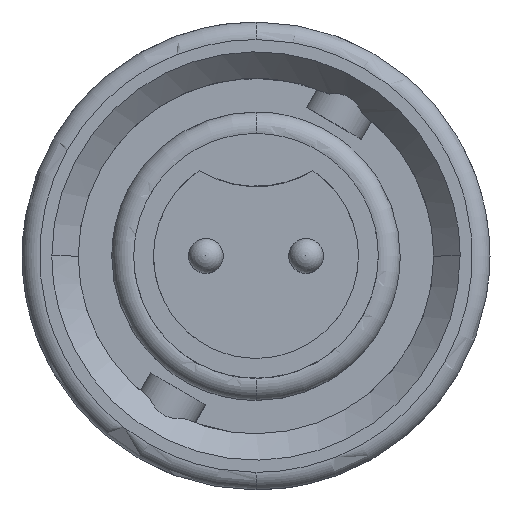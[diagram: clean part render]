
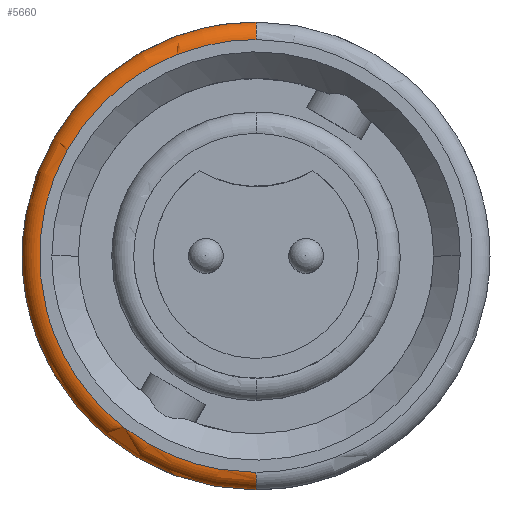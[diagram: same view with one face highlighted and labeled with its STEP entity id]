
A CAD part, top view. The second image highlights one B-rep face of the part: STEP entity #5660.
In plain terms, the highlighted toroidal (fillet/blend) face has major radius 6.248 mm and minor radius 0.508 mm.
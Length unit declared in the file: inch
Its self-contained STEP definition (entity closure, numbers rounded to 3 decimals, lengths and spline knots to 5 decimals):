
#1105 = AXIS2_PLACEMENT_3D ( 'NONE', #5790, #5789, #5788 ) ;
#1109 = CIRCLE ( 'NONE', #1105, 0.26595 ) ;
#1156 = TOROIDAL_SURFACE ( 'NONE', #1160, 0.24597, 0.02 ) ;
#1160 = AXIS2_PLACEMENT_3D ( 'NONE', #6087, #6086, #6085 ) ;
#1244 = AXIS2_PLACEMENT_3D ( 'NONE', #11552, #11551, #11550 ) ;
#1258 = CIRCLE ( 'NONE', #1244, 0.26595 ) ;
#1348 = CIRCLE ( 'NONE', #1350, 0.02 ) ;
#1350 = AXIS2_PLACEMENT_3D ( 'NONE', #11707, #11705, #11704 ) ;
#1502 = AXIS2_PLACEMENT_3D ( 'NONE', #3151, #3152, #3153 ) ;
#1514 = CIRCLE ( 'NONE', #1502, 0.02 ) ;
#1583 = CARTESIAN_POINT ( 'NONE',  ( 0., 0.26595, -0.12487 ) ) ;
#1599 = CARTESIAN_POINT ( 'NONE',  ( -0.26595, 0., -0.12487 ) ) ;
#1727 = CARTESIAN_POINT ( 'NONE',  ( 0., 0.24597, -0.104 ) ) ;
#1742 = CARTESIAN_POINT ( 'NONE',  ( 0., -0.26595, -0.12487 ) ) ;
#1837 = CARTESIAN_POINT ( 'NONE',  ( 0., -0.24597, -0.104 ) ) ;
#1851 = CARTESIAN_POINT ( 'NONE',  ( -0.23799, -0.06218, -0.104 ) ) ;
#2574 = ORIENTED_EDGE ( 'NONE', *, *, #5396, .T. ) ;
#2577 = ORIENTED_EDGE ( 'NONE', *, *, #5337, .F. ) ;
#2578 = ORIENTED_EDGE ( 'NONE', *, *, #5710, .F. ) ;
#2582 = ORIENTED_EDGE ( 'NONE', *, *, #5318, .F. ) ;
#2622 = ORIENTED_EDGE ( 'NONE', *, *, #5146, .T. ) ;
#2624 = ORIENTED_EDGE ( 'NONE', *, *, #5384, .T. ) ;
#2829 = EDGE_LOOP ( 'NONE', ( #2582, #2578, #2577, #2622, #2624, #2574 ) ) ;
#3151 = CARTESIAN_POINT ( 'NONE',  ( 0., -0.24597, -0.124 ) ) ;
#3152 = DIRECTION ( 'NONE',  ( -1., 0., 0. ) ) ;
#3153 = DIRECTION ( 'NONE',  ( 0., 0., 1. ) ) ;
#5146 = EDGE_CURVE ( 'NONE', #7998, #7876, #1514, .T. ) ;
#5318 = EDGE_CURVE ( 'NONE', #8199, #8017, #1348, .T. ) ;
#5337 = EDGE_CURVE ( 'NONE', #7998, #8179, #1258, .T. ) ;
#5384 = EDGE_CURVE ( 'NONE', #7876, #7860, #10473, .T. ) ;
#5396 = EDGE_CURVE ( 'NONE', #7860, #8017, #10423, .T. ) ;
#5660 = ADVANCED_FACE ( 'NONE', ( #10670 ), #1156, .T. ) ;
#5710 = EDGE_CURVE ( 'NONE', #8179, #8199, #1109, .T. ) ;
#5788 = DIRECTION ( 'NONE',  ( 1., 0., 0. ) ) ;
#5789 = DIRECTION ( 'NONE',  ( 0., 0., -1. ) ) ;
#5790 = CARTESIAN_POINT ( 'NONE',  ( 0., 0., -0.12487 ) ) ;
#6085 = DIRECTION ( 'NONE',  ( 0., -1., 0. ) ) ;
#6086 = DIRECTION ( 'NONE',  ( 0., 0., 1. ) ) ;
#6087 = CARTESIAN_POINT ( 'NONE',  ( 0., 0., -0.124 ) ) ;
#7860 = VERTEX_POINT ( 'NONE', #1851 ) ;
#7876 = VERTEX_POINT ( 'NONE', #1837 ) ;
#7998 = VERTEX_POINT ( 'NONE', #1742 ) ;
#8017 = VERTEX_POINT ( 'NONE', #1727 ) ;
#8179 = VERTEX_POINT ( 'NONE', #1599 ) ;
#8199 = VERTEX_POINT ( 'NONE', #1583 ) ;
#10423 = B_SPLINE_CURVE_WITH_KNOTS ( 'NONE', 3,
 ( #11159, #11158, #11157, #11156, #11155, #11154, #11153, #11152, #11151, #11150 ),
 .UNSPECIFIED., .F., .F.,
 ( 4, 2, 2, 2, 4 ),
 ( 0., 0.14534, 0.29067, 0.43601, 0.58135 ),
 .UNSPECIFIED. ) ;
#10473 = B_SPLINE_CURVE_WITH_KNOTS ( 'NONE', 3,
 ( #11291, #11290, #11289, #11288, #11287, #11286, #11285, #11284, #11283, #11282 ),
 .UNSPECIFIED., .F., .F.,
 ( 4, 2, 2, 2, 4 ),
 ( 0.58135, 0.68601, 0.79067, 0.89534, 1. ),
 .UNSPECIFIED. ) ;
#10670 = FACE_OUTER_BOUND ( 'NONE', #2829, .T. ) ;
#11150 = CARTESIAN_POINT ( 'NONE',  ( 0., 0.24597, -0.104 ) ) ;
#11151 = CARTESIAN_POINT ( 'NONE',  ( -0.03744, 0.24597, -0.104 ) ) ;
#11152 = CARTESIAN_POINT ( 'NONE',  ( -0.07485, 0.23728, -0.104 ) ) ;
#11153 = CARTESIAN_POINT ( 'NONE',  ( -0.14205, 0.20427, -0.104 ) ) ;
#11154 = CARTESIAN_POINT ( 'NONE',  ( -0.17179, 0.17998, -0.104 ) ) ;
#11155 = CARTESIAN_POINT ( 'NONE',  ( -0.21756, 0.12072, -0.104 ) ) ;
#11156 = CARTESIAN_POINT ( 'NONE',  ( -0.23354, 0.0858, -0.104 ) ) ;
#11157 = CARTESIAN_POINT ( 'NONE',  ( -0.2485, 0.01243, -0.104 ) ) ;
#11158 = CARTESIAN_POINT ( 'NONE',  ( -0.24745, -0.02596, -0.104 ) ) ;
#11159 = CARTESIAN_POINT ( 'NONE',  ( -0.23799, -0.06218, -0.104 ) ) ;
#11282 = CARTESIAN_POINT ( 'NONE',  ( -0.23799, -0.06218, -0.104 ) ) ;
#11283 = CARTESIAN_POINT ( 'NONE',  ( -0.23117, -0.08826, -0.104 ) ) ;
#11284 = CARTESIAN_POINT ( 'NONE',  ( -0.22003, -0.11321, -0.104 ) ) ;
#11285 = CARTESIAN_POINT ( 'NONE',  ( -0.19028, -0.15818, -0.104 ) ) ;
#11286 = CARTESIAN_POINT ( 'NONE',  ( -0.17168, -0.1782, -0.104 ) ) ;
#11287 = CARTESIAN_POINT ( 'NONE',  ( -0.12901, -0.21115, -0.104 ) ) ;
#11288 = CARTESIAN_POINT ( 'NONE',  ( -0.10494, -0.22409, -0.104 ) ) ;
#11289 = CARTESIAN_POINT ( 'NONE',  ( -0.05391, -0.2415, -0.104 ) ) ;
#11290 = CARTESIAN_POINT ( 'NONE',  ( -0.02696, -0.24597, -0.104 ) ) ;
#11291 = CARTESIAN_POINT ( 'NONE',  ( 0., -0.24597, -0.104 ) ) ;
#11550 = DIRECTION ( 'NONE',  ( 1., 0., 0. ) ) ;
#11551 = DIRECTION ( 'NONE',  ( 0., 0., -1. ) ) ;
#11552 = CARTESIAN_POINT ( 'NONE',  ( 0., 0., -0.12487 ) ) ;
#11704 = DIRECTION ( 'NONE',  ( 0., 1., 0. ) ) ;
#11705 = DIRECTION ( 'NONE',  ( 1., 0., 0. ) ) ;
#11707 = CARTESIAN_POINT ( 'NONE',  ( 0., 0.24597, -0.124 ) ) ;
